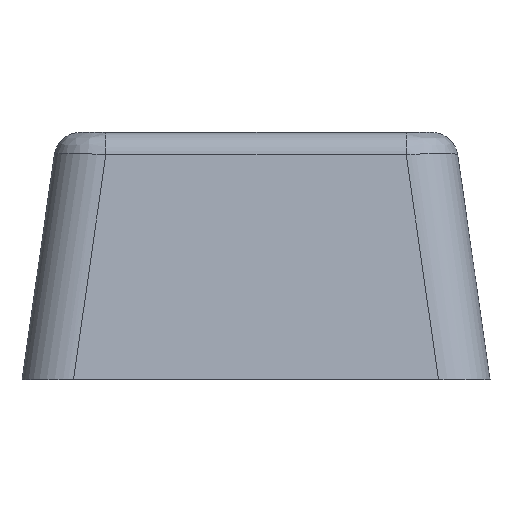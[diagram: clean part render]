
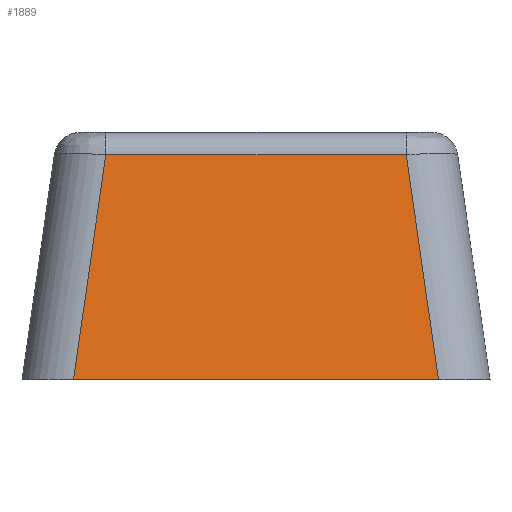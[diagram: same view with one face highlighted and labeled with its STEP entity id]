
A CAD part, left-side view. The second image highlights one B-rep face of the part: STEP entity #1889.
In plain terms, the highlighted planar face has unit normal (-0.99, 0, 0.142).
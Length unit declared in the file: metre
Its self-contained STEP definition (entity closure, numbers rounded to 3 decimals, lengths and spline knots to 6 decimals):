
#220=ORIENTED_EDGE('',*,*,#776,.T.);
#221=ORIENTED_EDGE('',*,*,#790,.T.);
#222=ORIENTED_EDGE('',*,*,#791,.T.);
#223=ORIENTED_EDGE('',*,*,#792,.T.);
#776=EDGE_CURVE('',#1062,#1061,#1223,.T.);
#790=EDGE_CURVE('',#1061,#1075,#1230,.T.);
#791=EDGE_CURVE('',#1075,#1076,#1231,.F.);
#792=EDGE_CURVE('',#1076,#1062,#1232,.F.);
#1061=VERTEX_POINT('',#2755);
#1062=VERTEX_POINT('',#2757);
#1075=VERTEX_POINT('',#2785);
#1076=VERTEX_POINT('',#2787);
#1223=LINE('',#2756,#1422);
#1230=LINE('',#2784,#1429);
#1231=LINE('',#2786,#1430);
#1232=LINE('',#2788,#1431);
#1422=VECTOR('',#2225,1.);
#1429=VECTOR('',#2248,1.);
#1430=VECTOR('',#2249,1.);
#1431=VECTOR('',#2250,1.);
#1593=EDGE_LOOP('',(#220,#221,#222,#223));
#1712=FACE_BOUND('',#1593,.T.);
#1825=PLANE('',#2037);
#1889=ADVANCED_FACE('',(#1712),#1825,.T.);
#2037=AXIS2_PLACEMENT_3D('',#2783,#2246,#2247);
#2225=DIRECTION('',(0.,-1.,0.));
#2246=DIRECTION('',(-0.99,0.,0.142));
#2247=DIRECTION('',(0.142,0.,0.99));
#2248=DIRECTION('',(0.141,0.141,0.98));
#2249=DIRECTION('',(0.,-1.,0.));
#2250=DIRECTION('',(0.141,-0.141,0.98));
#2755=CARTESIAN_POINT('',(0.0295,-0.01702,0.));
#2756=CARTESIAN_POINT('',(0.0295,-0.01,0.));
#2757=CARTESIAN_POINT('',(0.0295,-0.00298,0.));
#2783=CARTESIAN_POINT('',(0.0295,-0.019,0.));
#2784=CARTESIAN_POINT('',(0.029461,-0.01706,-0.000273));
#2785=CARTESIAN_POINT('',(0.030743,-0.015777,0.008642));
#2786=CARTESIAN_POINT('',(0.030743,-0.019,0.008642));
#2787=CARTESIAN_POINT('',(0.030743,-0.004223,0.008642));
#2788=CARTESIAN_POINT('',(0.029818,-0.003298,0.002213));
